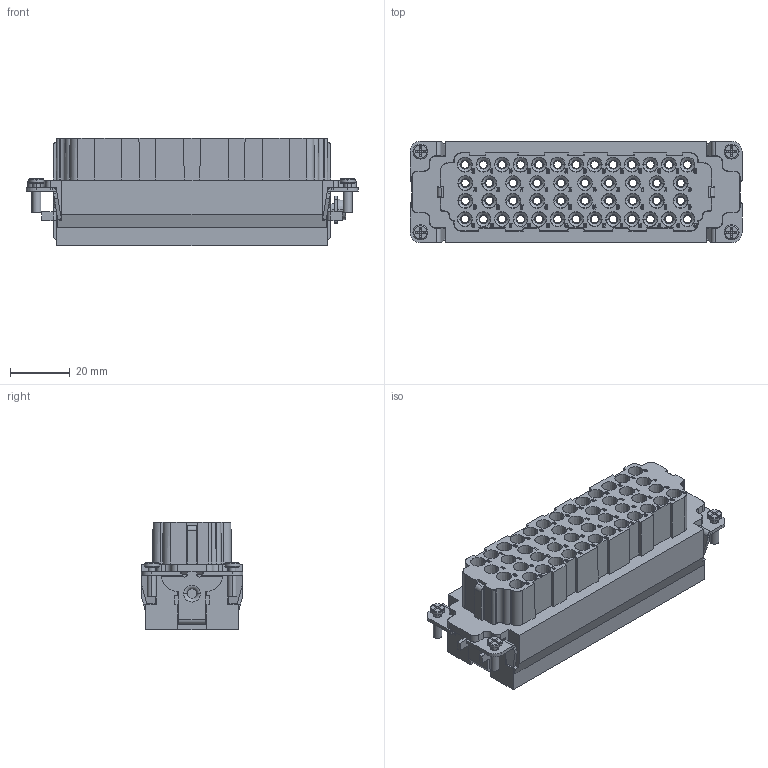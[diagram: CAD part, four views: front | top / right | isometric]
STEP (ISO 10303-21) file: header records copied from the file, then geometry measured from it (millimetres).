
FILE_DESCRIPTION((''),'2;1');
FILE_NAME('HEE-046-FC_47-92','2017-08-11T',('tl.yang'),(''),'PRO/ENGINEER BY PARAMETRIC TECHNOLOGY CORPORATION, 2011500','PRO/ENGINEER BY PARAMETRIC TECHNOLOGY CORPORATION, 2011500','');
FILE_SCHEMA(('CONFIG_CONTROL_DESIGN'));
Products named in the file (1): HEE-046-FC_47-92
Bounding box: 111 x 34 x 36 mm (x, y, z)
Volume: 67695.4 mm3; surface area: 43613.1 mm2
Topology: 1 solids, 2 shells, 8789 faces, 24909 edges, 16544 vertices
Faces by surface type: plane 8207, cylinder 342, cone 202, bspline 32, torus 6
Entity records: 280923 total; most frequent: CARTESIAN_POINT 51700, ORIENTED_EDGE 49818, DIRECTION 43227, EDGE_CURVE 24909, VECTOR 23845, LINE 23845, VERTEX_POINT 16544, AXIS2_PLACEMENT_3D 9691
